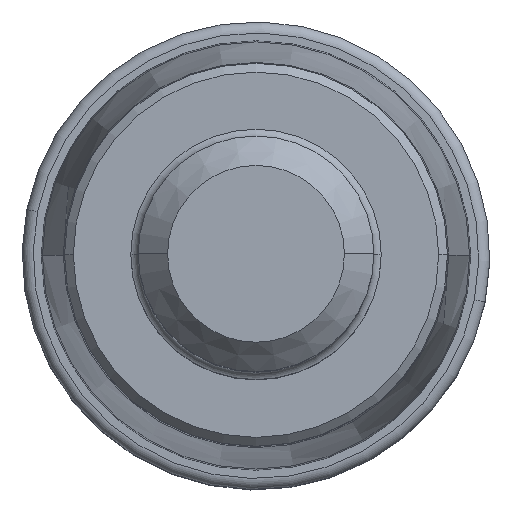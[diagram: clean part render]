
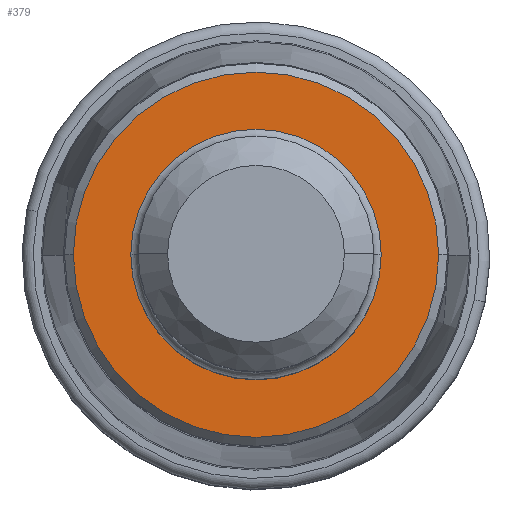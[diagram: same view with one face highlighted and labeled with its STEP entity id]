
A CAD part, top view. The second image highlights one B-rep face of the part: STEP entity #379.
In plain terms, the highlighted planar face has unit normal (0, 0, 1).
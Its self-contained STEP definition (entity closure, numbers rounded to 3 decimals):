
#379=ADVANCED_FACE('',(#412,#413),#402,.F.);
#402=PLANE('',#2271);
#412=FACE_BOUND('',#515,.T.);
#413=FACE_BOUND('',#516,.T.);
#515=EDGE_LOOP('',(#964,#965));
#516=EDGE_LOOP('',(#966,#967));
#964=ORIENTED_EDGE('',*,*,#1388,.T.);
#965=ORIENTED_EDGE('',*,*,#1391,.T.);
#966=ORIENTED_EDGE('',*,*,#1392,.T.);
#967=ORIENTED_EDGE('',*,*,#1393,.T.);
#1156=VERTEX_POINT('',#4279);
#1157=VERTEX_POINT('',#4280);
#1158=VERTEX_POINT('',#4287);
#1159=VERTEX_POINT('',#4288);
#1388=EDGE_CURVE('',#1156,#1157,#1674,.T.);
#1391=EDGE_CURVE('',#1157,#1156,#1675,.T.);
#1392=EDGE_CURVE('',#1158,#1159,#1676,.T.);
#1393=EDGE_CURVE('',#1159,#1158,#1677,.T.);
#1674=CIRCLE('',#2265,6.2);
#1675=CIRCLE('',#2267,6.2);
#1676=CIRCLE('',#2269,4.25);
#1677=CIRCLE('',#2270,4.25);
#2265=AXIS2_PLACEMENT_3D('',#4278,#2882,#2883);
#2267=AXIS2_PLACEMENT_3D('',#4284,#2888,#2889);
#2269=AXIS2_PLACEMENT_3D('',#4286,#2892,#2893);
#2270=AXIS2_PLACEMENT_3D('',#4289,#2894,#2895);
#2271=AXIS2_PLACEMENT_3D('',#4290,#2896,#2897);
#2882=DIRECTION('',(0.,0.,1.));
#2883=DIRECTION('',(1.,0.,0.));
#2888=DIRECTION('',(0.,0.,1.));
#2889=DIRECTION('',(-1.,0.,0.));
#2892=DIRECTION('',(0.,0.,-1.));
#2893=DIRECTION('',(1.,0.,0.));
#2894=DIRECTION('',(0.,0.,-1.));
#2895=DIRECTION('',(-1.,0.,0.));
#2896=DIRECTION('',(0.,0.,-1.));
#2897=DIRECTION('',(1.,0.,0.));
#4278=CARTESIAN_POINT('',(0.,0.,0.));
#4279=CARTESIAN_POINT('',(6.2,0.,0.));
#4280=CARTESIAN_POINT('',(-6.2,0.,0.));
#4284=CARTESIAN_POINT('',(0.,0.,0.));
#4286=CARTESIAN_POINT('',(0.,0.,0.));
#4287=CARTESIAN_POINT('',(4.25,0.,0.));
#4288=CARTESIAN_POINT('',(-4.25,0.,0.));
#4289=CARTESIAN_POINT('',(0.,0.,0.));
#4290=CARTESIAN_POINT('',(0.,0.,0.));
